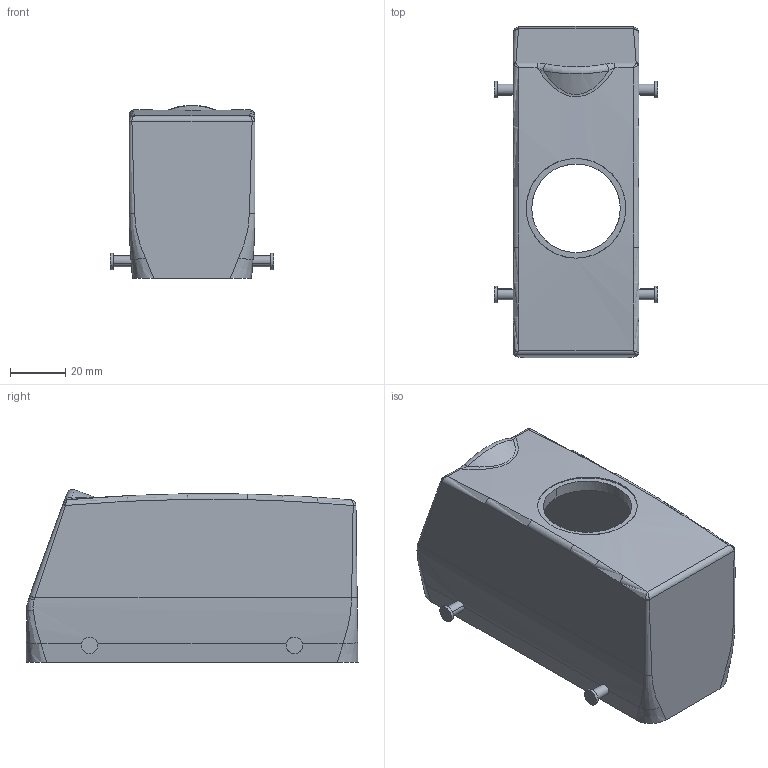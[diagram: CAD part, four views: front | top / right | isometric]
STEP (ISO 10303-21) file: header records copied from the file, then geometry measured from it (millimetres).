
FILE_DESCRIPTION(('CATIA V5 STEP Exchange','CAx-IF Rec.Pracs.--- Model Styling and Organization---1.4--- 2014-01-23'),'2;1');
FILE_NAME ('13429603_2', '2019-07-25T14:28:14+00:00', ('none'), ('Weidmueller'), 'CATIA Version 5-6 Release 2016 SP3 HF44', 'CATIA V5 STEP AP214', 'none');
FILE_SCHEMA(('AUTOMOTIVE_DESIGN { 1 0 10303 214 1 1 1 1 }'));
Length unit declared in the file: millimetre
Products named in the file (1): 1787810000
Bounding box: 59 x 120 x 62.52 mm (x, y, z)
Volume: 97972.1 mm3; surface area: 43990.5 mm2
Topology: 1 solids, 1 shells, 115 faces, 285 edges, 178 vertices
Faces by surface type: cylinder 45, plane 38, bspline 27, torus 5
Entity records: 5865 total; most frequent: CARTESIAN_POINT 3529, ORIENTED_EDGE 562, DIRECTION 305, EDGE_CURVE 281, VERTEX_POINT 178, AXIS2_PLACEMENT_3D 137, EDGE_LOOP 127, ADVANCED_FACE 115
